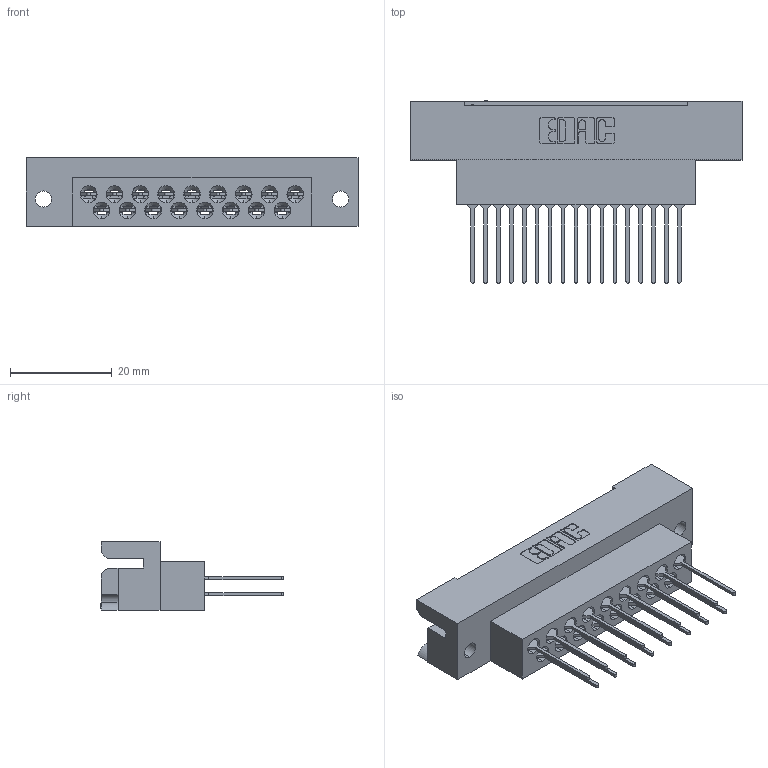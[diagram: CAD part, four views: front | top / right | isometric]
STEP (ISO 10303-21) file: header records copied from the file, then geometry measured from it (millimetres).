
FILE_DESCRIPTION (( 'STEP AP203' ), '1' );
FILE_NAME ('438-017-541-122.STEP', '2020-03-12T20:26:45', ( '' ), ( '' ), 'SwSTEP 2.0', 'SolidWorks 2016', '' );
FILE_SCHEMA (( 'CONFIG_CONTROL_DESIGN' ));
Length unit declared in the file: millimetre
Products named in the file (3): 438-017-541-122; 516-290-001_541; 438-210-001_438-210-017-112
Assembly tree (18 placements, depth 2):
  438-017-541-122
    438-210-001_438-210-017-112
    516-290-001_541  x17
Bounding box: 65.28 x 35.85 x 13.49 mm (x, y, z)
Volume: 10347.4 mm3; surface area: 12456.2 mm2
Topology: 18 solids, 18 shells, 1822 faces, 5298 edges, 3503 vertices
Faces by surface type: plane 1155, cylinder 492, bspline 124, cone 51
Entity records: 24287 total; most frequent: CARTESIAN_POINT 5939, ORIENTED_EDGE 3940, DIRECTION 3343, EDGE_CURVE 1970, LINE 1359, VECTOR 1359, VERTEX_POINT 1295, AXIS2_PLACEMENT_3D 992
